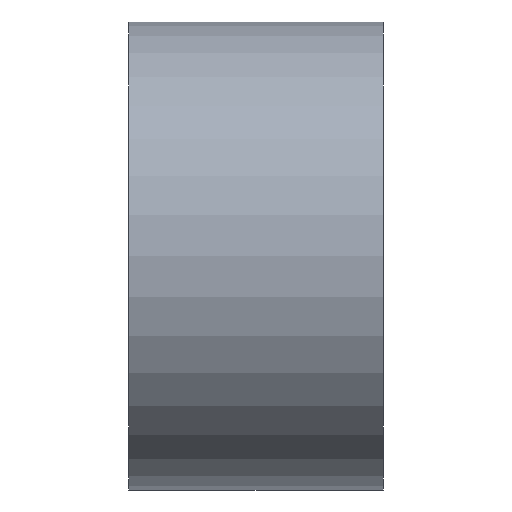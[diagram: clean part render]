
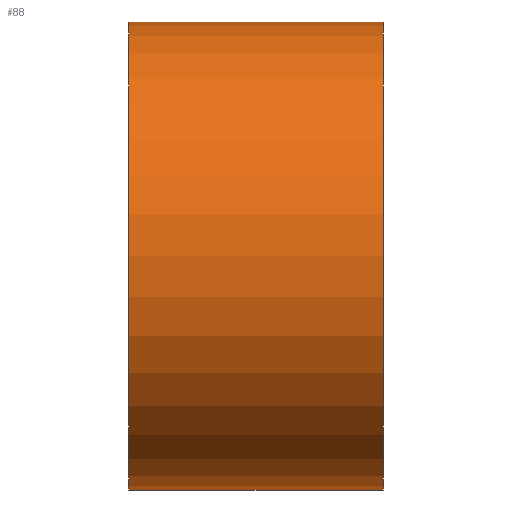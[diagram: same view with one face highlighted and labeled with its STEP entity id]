
A CAD part, front view. The second image highlights one B-rep face of the part: STEP entity #88.
In plain terms, the highlighted cylindrical face has radius 8.75 mm (diameter 17.5 mm), a full revolution.
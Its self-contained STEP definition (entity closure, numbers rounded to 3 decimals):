
#88 = ADVANCED_FACE( '', ( #193, #194 ), #195, .T. );
#193 = FACE_OUTER_BOUND( '', #308, .T. );
#194 = FACE_OUTER_BOUND( '', #309, .T. );
#195 = CYLINDRICAL_SURFACE( '', #310, 8.75 );
#308 = EDGE_LOOP( '', ( #491 ) );
#309 = EDGE_LOOP( '', ( #492 ) );
#310 = AXIS2_PLACEMENT_3D( '', #493, #494, #495 );
#491 = ORIENTED_EDGE( '', *, *, #681, .F. );
#492 = ORIENTED_EDGE( '', *, *, #707, .T. );
#493 = CARTESIAN_POINT( '', ( 9.5, 0., 0. ) );
#494 = DIRECTION( '', ( 1., 0., 0. ) );
#495 = DIRECTION( '', ( 0., 0., 1. ) );
#681 = EDGE_CURVE( '', #817, #817, #818, .T. );
#707 = EDGE_CURVE( '', #860, #860, #861, .T. );
#817 = VERTEX_POINT( '', #1005 );
#818 = CIRCLE( '', #1006, 8.75 );
#860 = VERTEX_POINT( '', #1061 );
#861 = CIRCLE( '', #1062, 8.75 );
#1005 = CARTESIAN_POINT( '', ( 9.5, 0., -8.75 ) );
#1006 = AXIS2_PLACEMENT_3D( '', #1186, #1187, #1188 );
#1061 = CARTESIAN_POINT( '', ( 0., 0., -8.75 ) );
#1062 = AXIS2_PLACEMENT_3D( '', #1220, #1221, #1222 );
#1186 = CARTESIAN_POINT( '', ( 9.5, 0., 0. ) );
#1187 = DIRECTION( '', ( 1., 0., 0. ) );
#1188 = DIRECTION( '', ( 0., 0., -1. ) );
#1220 = CARTESIAN_POINT( '', ( 0., 0., 0. ) );
#1221 = DIRECTION( '', ( 1., 0., 0. ) );
#1222 = DIRECTION( '', ( 0., 0., -1. ) );
